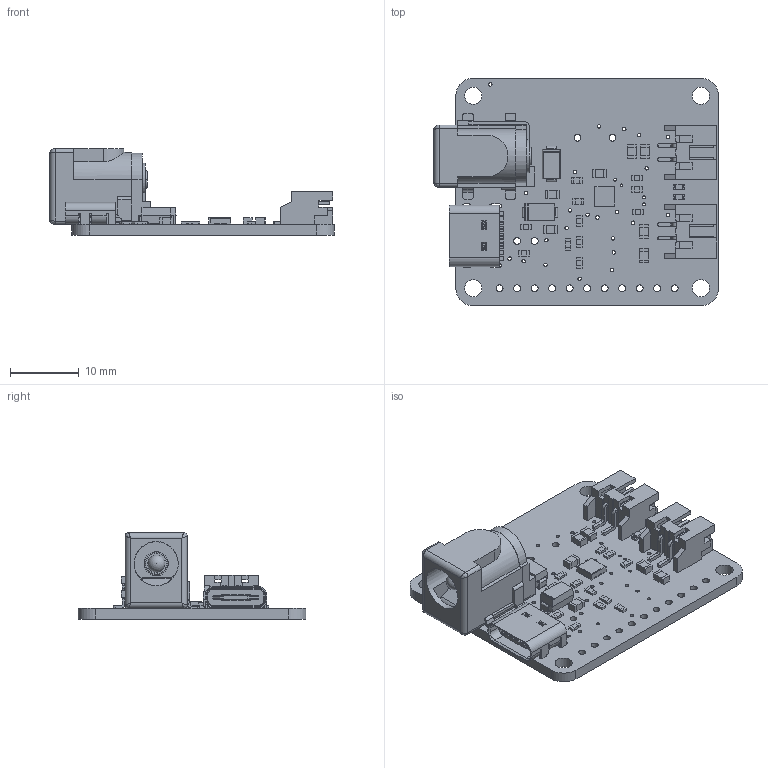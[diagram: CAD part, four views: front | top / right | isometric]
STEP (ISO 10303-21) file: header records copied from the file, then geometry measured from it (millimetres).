
FILE_DESCRIPTION(/* description */ (''),/* implementation_level */ '2;1');
FILE_NAME(/* name */ 'PCB Component.step',/* time_stamp */ '2024-11-14T11:46:51-05:00',/* author */ (''),/* organization */ (''),/* preprocessor_version */ 'ST-DEVELOPER v20',/* originating_system */ 'Autodesk Translation Framework v13.20.0.188',/* authorisation */ '');
FILE_SCHEMA (('AUTOMOTIVE_DESIGN { 1 0 10303 214 3 1 1 }'));
Length unit declared in the file: millimetre
Products named in the file (10): PCB Component; Board; JST 2PH; 10uF; SK34A; GREEN; 10K; USB Type C; 2.1mm DC; BQ24074
Assembly tree (28 placements, depth 2):
  PCB Component
    Board
    JST 2PH  x2
    10uF  x7
    SK34A  x2
    GREEN  x2
    10K  x11
    USB Type C
    2.1mm DC
    BQ24074
Bounding box: 41.33 x 33.02 x 12.57 mm (x, y, z)
Volume: 3102.3 mm3; surface area: 6213.5 mm2
Topology: 65 solids, 65 shells, 1614 faces, 4213 edges, 2741 vertices
Faces by surface type: plane 1246, cylinder 305, bspline 32, torus 13, cone 11, sphere 7
Full cylindrical faces by diameter (mm): 0.394 x4, 0.5 x38, 0.65 x2, 1 x15, 1.4 x1, 1.45 x1, 1.5 x1, 1.55 x1, 1.6 x2, 1.8 x1, 2 x1, 2.1 x3, 2.2 x1, 2.5 x6, 2.6 x1, 3.05 x1, 3.1 x1, 3.2 x1, 3.5 x1, 6.4 x1
Entity records: 38079 total; most frequent: CARTESIAN_POINT 8181, ORIENTED_EDGE 5988, DIRECTION 5900, EDGE_CURVE 2994, LINE 2334, VECTOR 2334, VERTEX_POINT 1943, AXIS2_PLACEMENT_3D 1783
